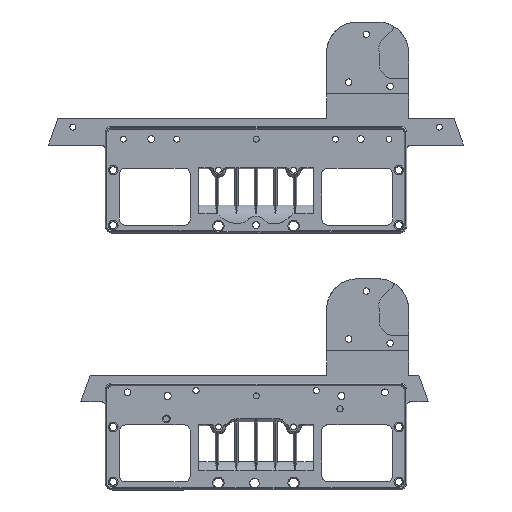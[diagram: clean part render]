
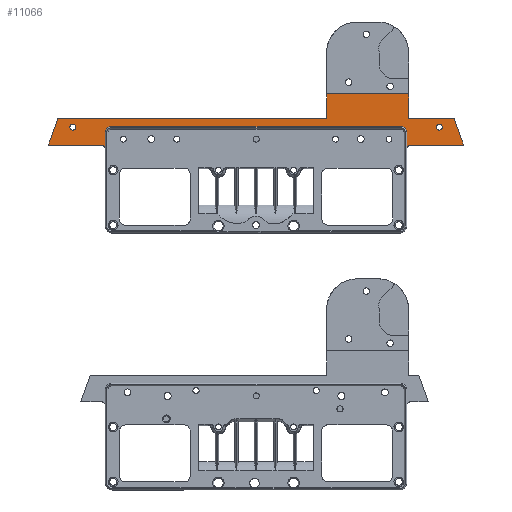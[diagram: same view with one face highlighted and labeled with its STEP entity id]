
A CAD part, top view. The second image highlights one B-rep face of the part: STEP entity #11066.
In plain terms, the highlighted planar face has unit normal (0, 0, 1).
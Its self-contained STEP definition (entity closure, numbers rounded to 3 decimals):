
#161=FACE_BOUND('',#2040,.T.);
#162=FACE_BOUND('',#2041,.T.);
#441=CIRCLE('',#11881,3.);
#448=CIRCLE('',#11896,2.);
#449=CIRCLE('',#11901,1.45);
#473=CIRCLE('',#11969,1.45);
#474=CIRCLE('',#11975,3.);
#475=CIRCLE('',#11976,2.);
#1366=FACE_OUTER_BOUND('',#2039,.T.);
#2039=EDGE_LOOP('',(#8676,#8677,#8678,#8679,#8680,#8681,#8682,#8683,#8684,
#8685,#8686,#8687,#8688,#8689,#8690,#8691));
#2040=EDGE_LOOP('',(#8692));
#2041=EDGE_LOOP('',(#8693));
#2607=LINE('',#16306,#3530);
#2613=LINE('',#16319,#3536);
#2618=LINE('',#16327,#3541);
#2645=LINE('',#16426,#3568);
#2648=LINE('',#16436,#3571);
#2906=LINE('',#17913,#3829);
#2913=LINE('',#17925,#3836);
#2918=LINE('',#17948,#3841);
#2946=LINE('',#18055,#3869);
#2960=LINE('',#18091,#3883);
#2961=LINE('',#18094,#3884);
#2963=LINE('',#18098,#3886);
#3530=VECTOR('',#12973,10.);
#3536=VECTOR('',#12981,10.);
#3541=VECTOR('',#12988,10.);
#3568=VECTOR('',#13061,10.);
#3571=VECTOR('',#13076,10.);
#3829=VECTOR('',#13914,10.);
#3836=VECTOR('',#13925,10.);
#3841=VECTOR('',#13960,10.);
#3869=VECTOR('',#14110,10.);
#3883=VECTOR('',#14148,10.);
#3884=VECTOR('',#14151,10.);
#3886=VECTOR('',#14155,10.);
#4529=VERTEX_POINT('',#16304);
#4530=VERTEX_POINT('',#16305);
#4535=VERTEX_POINT('',#16317);
#4536=VERTEX_POINT('',#16318);
#4537=VERTEX_POINT('',#16323);
#4538=VERTEX_POINT('',#16325);
#4861=VERTEX_POINT('',#17906);
#4862=VERTEX_POINT('',#17908);
#4863=VERTEX_POINT('',#17912);
#4865=VERTEX_POINT('',#17921);
#4866=VERTEX_POINT('',#17923);
#4870=VERTEX_POINT('',#17950);
#4886=VERTEX_POINT('',#18052);
#4887=VERTEX_POINT('',#18054);
#4892=VERTEX_POINT('',#18081);
#4893=VERTEX_POINT('',#18089);
#4894=VERTEX_POINT('',#18093);
#4895=VERTEX_POINT('',#18097);
#5643=EDGE_CURVE('',#4529,#4530,#2607,.T.);
#5649=EDGE_CURVE('',#4535,#4536,#2613,.T.);
#5654=EDGE_CURVE('',#4538,#4537,#2618,.T.);
#5694=EDGE_CURVE('',#4537,#4530,#2645,.T.);
#5699=EDGE_CURVE('',#4529,#4535,#2648,.T.);
#6156=EDGE_CURVE('',#4862,#4861,#441,.T.);
#6158=EDGE_CURVE('',#4863,#4862,#2906,.T.);
#6165=EDGE_CURVE('',#4866,#4865,#2913,.T.);
#6175=EDGE_CURVE('',#4863,#4866,#448,.T.);
#6177=EDGE_CURVE('',#4865,#4538,#2918,.T.);
#6179=EDGE_CURVE('',#4870,#4870,#449,.T.);
#6228=EDGE_CURVE('',#4887,#4886,#2946,.T.);
#6241=EDGE_CURVE('',#4892,#4892,#473,.T.);
#6245=EDGE_CURVE('',#4536,#4893,#2960,.T.);
#6246=EDGE_CURVE('',#4893,#4894,#2961,.T.);
#6248=EDGE_CURVE('',#4861,#4895,#2963,.T.);
#6249=EDGE_CURVE('',#4895,#4887,#474,.T.);
#6250=EDGE_CURVE('',#4894,#4886,#475,.T.);
#8676=ORIENTED_EDGE('',*,*,#5643,.T.);
#8677=ORIENTED_EDGE('',*,*,#5694,.F.);
#8678=ORIENTED_EDGE('',*,*,#5654,.F.);
#8679=ORIENTED_EDGE('',*,*,#6177,.F.);
#8680=ORIENTED_EDGE('',*,*,#6165,.F.);
#8681=ORIENTED_EDGE('',*,*,#6175,.F.);
#8682=ORIENTED_EDGE('',*,*,#6158,.T.);
#8683=ORIENTED_EDGE('',*,*,#6156,.T.);
#8684=ORIENTED_EDGE('',*,*,#6248,.T.);
#8685=ORIENTED_EDGE('',*,*,#6249,.T.);
#8686=ORIENTED_EDGE('',*,*,#6228,.T.);
#8687=ORIENTED_EDGE('',*,*,#6250,.F.);
#8688=ORIENTED_EDGE('',*,*,#6246,.F.);
#8689=ORIENTED_EDGE('',*,*,#6245,.F.);
#8690=ORIENTED_EDGE('',*,*,#5649,.F.);
#8691=ORIENTED_EDGE('',*,*,#5699,.F.);
#8692=ORIENTED_EDGE('',*,*,#6179,.T.);
#8693=ORIENTED_EDGE('',*,*,#6241,.T.);
#10606=PLANE('',#11974);
#11066=ADVANCED_FACE('',(#1366,#161,#162),#10606,.F.);
#11881=AXIS2_PLACEMENT_3D('',#17909,#13909,#13910);
#11896=AXIS2_PLACEMENT_3D('',#17943,#13951,#13952);
#11901=AXIS2_PLACEMENT_3D('',#17952,#13964,#13965);
#11969=AXIS2_PLACEMENT_3D('',#18083,#14137,#14138);
#11974=AXIS2_PLACEMENT_3D('',#18096,#14153,#14154);
#11975=AXIS2_PLACEMENT_3D('',#18099,#14156,#14157);
#11976=AXIS2_PLACEMENT_3D('',#18100,#14158,#14159);
#12973=DIRECTION('',(-1.,0.,0.));
#12981=DIRECTION('',(1.,0.,0.));
#12988=DIRECTION('',(1.,0.,0.));
#13061=DIRECTION('',(0.,1.,0.));
#13076=DIRECTION('',(0.,-1.,0.));
#13909=DIRECTION('center_axis',(0.,0.,
-1.));
#13910=DIRECTION('ref_axis',(-1.,0.,0.));
#13914=DIRECTION('',(0.,1.,0.));
#13925=DIRECTION('',(-1.,0.,0.));
#13951=DIRECTION('center_axis',(0.,0.,
1.));
#13952=DIRECTION('ref_axis',(0.707,0.707,0.));
#13960=DIRECTION('',(0.336,0.942,0.));
#13964=DIRECTION('center_axis',(0.,0.,
-1.));
#13965=DIRECTION('ref_axis',(1.,0.,0.));
#14110=DIRECTION('',(0.,-1.,0.));
#14137=DIRECTION('center_axis',(0.,0.,
-1.));
#14138=DIRECTION('ref_axis',(1.,0.,0.));
#14148=DIRECTION('',(0.336,-0.942,0.));
#14151=DIRECTION('',(-1.,0.,0.));
#14153=DIRECTION('center_axis',(0.,0.,
-1.));
#14154=DIRECTION('ref_axis',(-1.,0.,0.));
#14155=DIRECTION('',(1.,0.,0.));
#14156=DIRECTION('center_axis',(0.,0.,
-1.));
#14157=DIRECTION('ref_axis',(0.,1.,0.));
#14158=DIRECTION('center_axis',(0.,0.,
1.));
#14159=DIRECTION('ref_axis',(-0.707,0.707,0.));
#16304=CARTESIAN_POINT('',(74.297,162.512,-19.996));
#16305=CARTESIAN_POINT('',(34.35,162.512,-19.996));
#16306=CARTESIAN_POINT('',(17.174,162.512,-19.996));
#16317=CARTESIAN_POINT('',(74.297,150.527,-19.996));
#16318=CARTESIAN_POINT('',(96.385,150.527,-19.996));
#16319=CARTESIAN_POINT('',(9.224,150.527,-19.996));
#16323=CARTESIAN_POINT('',(34.35,150.527,-19.996));
#16325=CARTESIAN_POINT('',(-96.385,150.527,-19.996));
#16327=CARTESIAN_POINT('',(9.224,150.527,-19.996));
#16426=CARTESIAN_POINT('',(34.35,141.656,-19.996));
#16436=CARTESIAN_POINT('',(74.297,135.663,-19.996));
#17906=CARTESIAN_POINT('',(-70.3,146.627,-19.996));
#17908=CARTESIAN_POINT('',(-73.3,143.627,-19.996));
#17909=CARTESIAN_POINT('Origin',(-70.3,143.627,-19.996));
#17912=CARTESIAN_POINT('',(-73.3,135.627,-19.996));
#17913=CARTESIAN_POINT('',(-73.3,126.476,-19.996));
#17921=CARTESIAN_POINT('',(-100.982,137.627,-19.996));
#17923=CARTESIAN_POINT('',(-75.3,137.627,-19.996));
#17925=CARTESIAN_POINT('',(48.66,137.627,-19.996));
#17943=CARTESIAN_POINT('Origin',(-75.3,135.627,-19.996));
#17948=CARTESIAN_POINT('',(-94.923,154.628,-19.996));
#17950=CARTESIAN_POINT('',(-90.569,146.326,-19.996));
#17952=CARTESIAN_POINT('Origin',(-89.119,146.326,-19.996));
#18052=CARTESIAN_POINT('',(73.3,135.627,-19.996));
#18054=CARTESIAN_POINT('',(73.3,143.627,-19.996));
#18055=CARTESIAN_POINT('',(73.3,115.126,-19.996));
#18081=CARTESIAN_POINT('',(87.811,146.326,-19.996));
#18083=CARTESIAN_POINT('Origin',(89.261,146.326,-19.996));
#18089=CARTESIAN_POINT('',(100.982,137.627,-19.996));
#18091=CARTESIAN_POINT('',(94.923,154.628,-19.996));
#18093=CARTESIAN_POINT('',(75.3,137.627,-19.996));
#18094=CARTESIAN_POINT('',(48.66,137.627,-19.996));
#18096=CARTESIAN_POINT('Origin',(0.,120.8,
-19.996));
#18097=CARTESIAN_POINT('',(70.3,146.627,-19.996));
#18098=CARTESIAN_POINT('',(17.575,146.627,-19.996));
#18099=CARTESIAN_POINT('Origin',(70.3,143.627,-19.996));
#18100=CARTESIAN_POINT('Origin',(75.3,135.627,-19.996));
